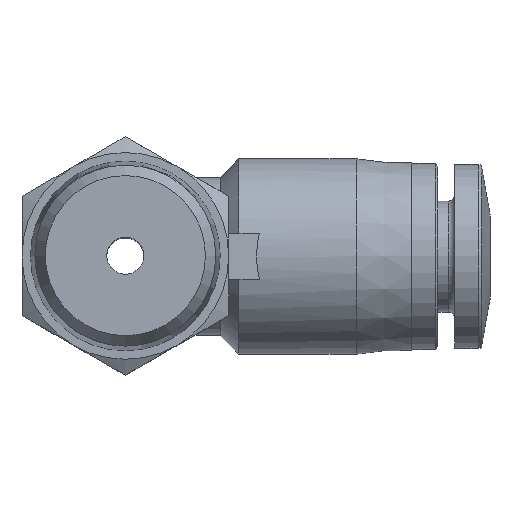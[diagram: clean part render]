
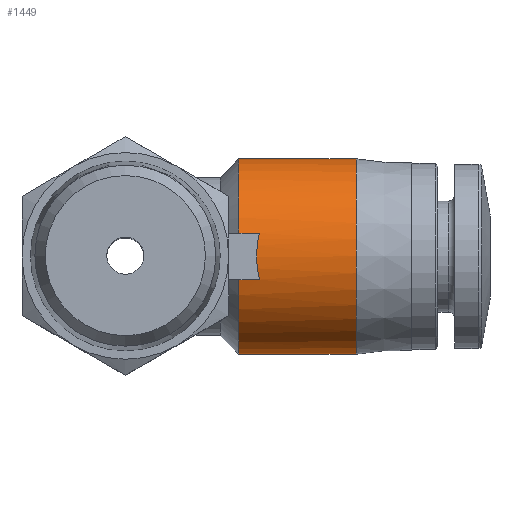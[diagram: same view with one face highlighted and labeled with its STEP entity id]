
A CAD part, top view. The second image highlights one B-rep face of the part: STEP entity #1449.
In plain terms, the highlighted cylindrical face has radius 5.25 mm (diameter 10.5 mm), a full revolution.
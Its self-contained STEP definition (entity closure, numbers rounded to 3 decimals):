
#110=LINE('',#1943,#136);
#116=LINE('',#1965,#142);
#120=LINE('',#1988,#146);
#122=LINE('',#1997,#148);
#136=VECTOR('',#1641,1000.);
#142=VECTOR('',#1649,1000.);
#146=VECTOR('',#1655,1000.);
#148=VECTOR('',#1659,1000.);
#165=ELLIPSE('',#1561,7.425,5.25);
#166=ELLIPSE('',#1563,7.425,5.25);
#363=ORIENTED_EDGE('',*,*,#518,.F.);
#364=ORIENTED_EDGE('',*,*,#513,.T.);
#365=ORIENTED_EDGE('',*,*,#429,.T.);
#366=ORIENTED_EDGE('',*,*,#517,.T.);
#367=ORIENTED_EDGE('',*,*,#437,.T.);
#368=ORIENTED_EDGE('',*,*,#514,.T.);
#369=ORIENTED_EDGE('',*,*,#447,.F.);
#370=ORIENTED_EDGE('',*,*,#519,.T.);
#371=ORIENTED_EDGE('',*,*,#444,.F.);
#429=EDGE_CURVE('',#552,#551,#110,.F.);
#437=EDGE_CURVE('',#559,#558,#116,.T.);
#444=EDGE_CURVE('',#564,#560,#120,.F.);
#447=EDGE_CURVE('',#566,#567,#122,.T.);
#513=EDGE_CURVE('',#564,#552,#165,.F.);
#514=EDGE_CURVE('',#558,#567,#166,.F.);
#517=EDGE_CURVE('',#551,#559,#663,.T.);
#518=EDGE_CURVE('',#610,#610,#664,.T.);
#519=EDGE_CURVE('',#566,#560,#665,.T.);
#551=VERTEX_POINT('',#1942);
#552=VERTEX_POINT('',#1944);
#558=VERTEX_POINT('',#1964);
#559=VERTEX_POINT('',#1966);
#560=VERTEX_POINT('',#1976);
#564=VERTEX_POINT('',#1987);
#566=VERTEX_POINT('',#1996);
#567=VERTEX_POINT('',#1998);
#610=VERTEX_POINT('',#2231);
#663=CIRCLE('',#1569,5.25);
#664=CIRCLE('',#1571,5.25);
#665=CIRCLE('',#1572,5.25);
#751=EDGE_LOOP('',(#363));
#752=EDGE_LOOP('',(#364,#365,#366,#367,#368,#369,#370,#371));
#859=FACE_BOUND('',#751,.T.);
#860=FACE_BOUND('',#752,.T.);
#907=CYLINDRICAL_SURFACE('',#1570,5.25);
#1449=ADVANCED_FACE('',(#859,#860),#907,.T.);
#1561=AXIS2_PLACEMENT_3D('',#2220,#1810,#1811);
#1563=AXIS2_PLACEMENT_3D('',#2222,#1814,#1815);
#1569=AXIS2_PLACEMENT_3D('',#2228,#1826,#1827);
#1570=AXIS2_PLACEMENT_3D('',#2229,#1828,#1829);
#1571=AXIS2_PLACEMENT_3D('',#2230,#1830,#1831);
#1572=AXIS2_PLACEMENT_3D('',#2232,#1832,#1833);
#1641=DIRECTION('',(1.,0.,0.));
#1649=DIRECTION('',(1.,0.,0.));
#1655=DIRECTION('',(1.,0.,0.));
#1659=DIRECTION('',(1.,0.,0.));
#1810=DIRECTION('',(-0.707,0.,0.707));
#1811=DIRECTION('',(0.707,0.,0.707));
#1814=DIRECTION('',(-0.707,0.,-0.707));
#1815=DIRECTION('',(0.707,0.,-0.707));
#1826=DIRECTION('',(1.,0.,0.));
#1827=DIRECTION('',(0.,0.,-1.));
#1828=DIRECTION('',(1.,0.,0.));
#1829=DIRECTION('',(0.,0.,-1.));
#1830=DIRECTION('',(1.,0.,0.));
#1831=DIRECTION('',(0.,0.,-1.));
#1832=DIRECTION('',(1.,0.,0.));
#1833=DIRECTION('',(0.,0.,-1.));
#1942=CARTESIAN_POINT('',(6.1,1.25,-5.099));
#1943=CARTESIAN_POINT('',(19.6,1.25,-5.099));
#1944=CARTESIAN_POINT('',(7.205,1.25,-5.099));
#1964=CARTESIAN_POINT('',(7.205,1.25,5.099));
#1965=CARTESIAN_POINT('',(19.6,1.25,5.099));
#1966=CARTESIAN_POINT('',(6.1,1.25,5.099));
#1976=CARTESIAN_POINT('',(6.1,-1.25,-5.099));
#1987=CARTESIAN_POINT('',(7.205,-1.25,-5.099));
#1988=CARTESIAN_POINT('',(19.6,-1.25,-5.099));
#1996=CARTESIAN_POINT('',(6.1,-1.25,5.099));
#1997=CARTESIAN_POINT('',(19.6,-1.25,5.099));
#1998=CARTESIAN_POINT('',(7.205,-1.25,5.099));
#2220=CARTESIAN_POINT('',(12.304,0.,0.));
#2222=CARTESIAN_POINT('',(12.304,0.,0.));
#2228=CARTESIAN_POINT('',(6.1,0.,0.));
#2229=CARTESIAN_POINT('',(19.6,0.,0.));
#2230=CARTESIAN_POINT('',(12.4,0.,0.));
#2231=CARTESIAN_POINT('',(12.4,0.,-5.25));
#2232=CARTESIAN_POINT('',(6.1,0.,0.));
